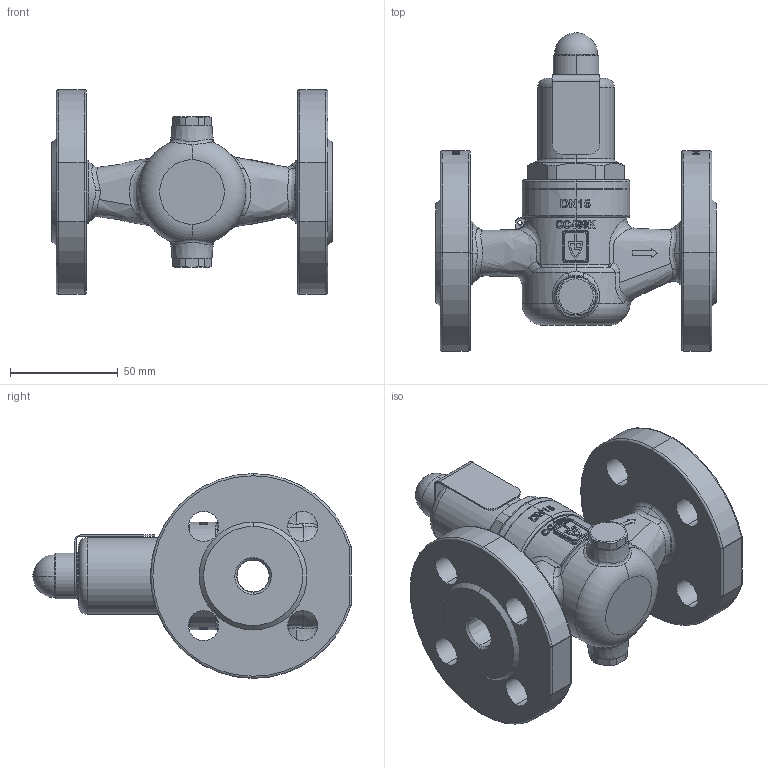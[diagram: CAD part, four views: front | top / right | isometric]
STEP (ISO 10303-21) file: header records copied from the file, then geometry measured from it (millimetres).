
FILE_DESCRIPTION (( 'STEP AP214' ), '1' );
FILE_NAME ('682mGFO_LP_15_FLFL_1515_PN40.STEP', '2018-05-09T07:29:35', ( '' ), ( '' ), 'SwSTEP 2.0', 'SolidWorks 2018', '' );
FILE_SCHEMA (( 'AUTOMOTIVE_DESIGN' ));
Length unit declared in the file: millimetre
Products named in the file (1): 682mGFO_LP_15_FLFL_1515_PN40
Bounding box: 130 x 147.7 x 95 mm (x, y, z)
Surface area: 66973.5 mm2 (no closed solid volume)
Topology: 0 solids, 6 shells, 685 faces, 2284 edges, 1533 vertices
Faces by surface type: plane 264, bspline 185, cylinder 164, torus 38, cone 24, sphere 10
Entity records: 46147 total; most frequent: CARTESIAN_POINT 20690, ORIENTED_EDGE 3833, DIRECTION 3155, EDGE_CURVE 2267, VERTEX_POINT 1530, AXIS2_PLACEMENT_3D 1104, LINE 947, VECTOR 947
